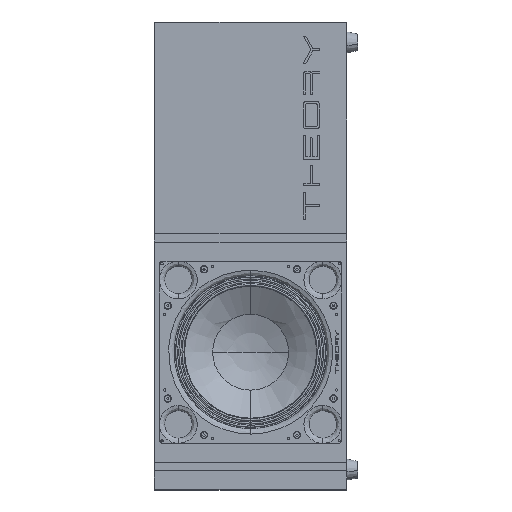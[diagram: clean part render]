
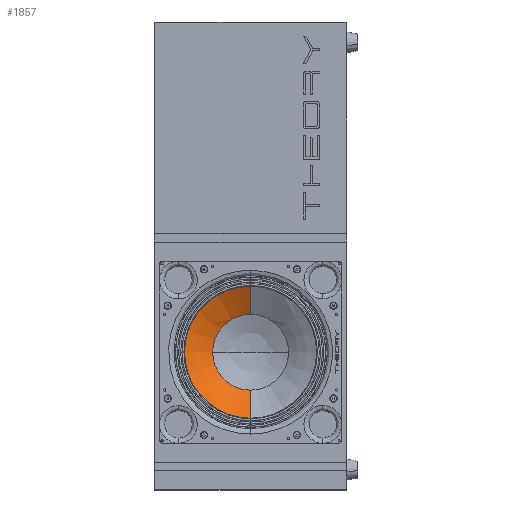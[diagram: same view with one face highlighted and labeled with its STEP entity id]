
A CAD part, top view. The second image highlights one B-rep face of the part: STEP entity #1857.
In plain terms, the highlighted free-form (B-spline) face has degree [3, 3] with [4, 4] control points.
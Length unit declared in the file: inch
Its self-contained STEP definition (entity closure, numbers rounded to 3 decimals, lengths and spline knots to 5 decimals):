
#27 = ORIENTED_EDGE ( 'NONE', *, *, #8223, .T. ) ;
#808 = CARTESIAN_POINT ( 'NONE',  ( 0., -7., 2.98703 ) ) ;
#832 = CARTESIAN_POINT ( 'NONE',  ( -9.59843, -2.20079, 4.16939 ) ) ;
#1367 = CARTESIAN_POINT ( 'NONE',  ( 0., -10.4043, 3.43595 ) ) ;
#1507 = CARTESIAN_POINT ( 'NONE',  ( 0., -11.08689, 3.83094 ) ) ;
#1593 = CARTESIAN_POINT ( 'NONE',  ( 0., -7., 4.16939 ) ) ;
#1857 = ADVANCED_FACE ( 'NONE', ( #14262 ), #22772, .T. ) ;
#2714 = CARTESIAN_POINT ( 'NONE',  ( 0., -9.75591, 2.98703 ) ) ;
#3336 = CARTESIAN_POINT ( 'NONE',  ( -9.59843, -11.79921, 4.16939 ) ) ;
#3628 = CARTESIAN_POINT ( 'NONE',  ( -8.17379, -2.91311, 3.83094 ) ) ;
#4038 = CARTESIAN_POINT ( 'NONE',  ( 0., -3.5957, 3.43595 ) ) ;
#4063 = EDGE_CURVE ( 'NONE', #13099, #10049, #21140, .T. ) ;
#5133 = ORIENTED_EDGE ( 'NONE', *, *, #10794, .F. ) ;
#5306 = CARTESIAN_POINT ( 'NONE',  ( 0., -2.20079, 4.16939 ) ) ;
#6260 = VERTEX_POINT ( 'NONE', #5306 ) ;
#6266 = AXIS2_PLACEMENT_3D ( 'NONE', #1593, #16582, #14195 ) ;
#6275 = CARTESIAN_POINT ( 'NONE',  ( 0., -4.24409, 2.98703 ) ) ;
#6403 = CARTESIAN_POINT ( 'NONE',  ( 0., -10.4043, 3.43595 ) ) ;
#7099 = DIRECTION ( 'NONE',  ( 0., -1., 0. ) ) ;
#8223 = EDGE_CURVE ( 'NONE', #10049, #19412, #15304, .T. ) ;
#8542 = CARTESIAN_POINT ( 'NONE',  ( 0., -3.5957, 3.43595 ) ) ;
#9364 = CARTESIAN_POINT ( 'NONE',  ( 0., -2.20079, 4.16939 ) ) ;
#9417 = ORIENTED_EDGE ( 'NONE', *, *, #4063, .T. ) ;
#10049 = VERTEX_POINT ( 'NONE', #2714 ) ;
#10443 =( BOUNDED_CURVE ( )  B_SPLINE_CURVE ( 3, ( #21152, #19626, #8542, #17374 ),
 .UNSPECIFIED., .F., .F. ) 
 B_SPLINE_CURVE_WITH_KNOTS ( ( 4, 4 ),
 ( 0., 1. ),
 .UNSPECIFIED. ) 
 CURVE ( )  GEOMETRIC_REPRESENTATION_ITEM ( )  RATIONAL_B_SPLINE_CURVE ( ( 1., 0.998, 0.998, 1. ) ) 
 REPRESENTATION_ITEM ( '' )  );
#10465 = CARTESIAN_POINT ( 'NONE',  ( 0., -9.75591, 2.98703 ) ) ;
#10794 = EDGE_CURVE ( 'NONE', #6260, #19412, #10443, .T. ) ;
#12311 = CARTESIAN_POINT ( 'NONE',  ( -5.51181, -9.75591, 2.98703 ) ) ;
#12585 = CARTESIAN_POINT ( 'NONE',  ( -6.8086, -10.4043, 3.43595 ) ) ;
#13099 = VERTEX_POINT ( 'NONE', #22744 ) ;
#14195 = DIRECTION ( 'NONE',  ( 0., -1., 0. ) ) ;
#14262 = FACE_OUTER_BOUND ( 'NONE', #19854, .T. ) ;
#14398 = CARTESIAN_POINT ( 'NONE',  ( 0., -2.91311, 3.83094 ) ) ;
#14683 = CARTESIAN_POINT ( 'NONE',  ( 0., -9.75591, 2.98703 ) ) ;
#15304 = CIRCLE ( 'NONE', #24695, 2.75591 ) ;
#15346 = ORIENTED_EDGE ( 'NONE', *, *, #16274, .F. ) ;
#16274 = EDGE_CURVE ( 'NONE', #13099, #6260, #18347, .T. ) ;
#16582 = DIRECTION ( 'NONE',  ( 0., 0., -1. ) ) ;
#17374 = CARTESIAN_POINT ( 'NONE',  ( 0., -4.24409, 2.98703 ) ) ;
#18347 = CIRCLE ( 'NONE', #6266, 4.79921 ) ;
#18873 = CARTESIAN_POINT ( 'NONE',  ( 0., -11.79921, 4.16939 ) ) ;
#18889 = CARTESIAN_POINT ( 'NONE',  ( -8.17379, -11.08689, 3.83094 ) ) ;
#19412 = VERTEX_POINT ( 'NONE', #21486 ) ;
#19626 = CARTESIAN_POINT ( 'NONE',  ( 0., -2.91311, 3.83094 ) ) ;
#19721 = DIRECTION ( 'NONE',  ( 0., 0., -1. ) ) ;
#19854 = EDGE_LOOP ( 'NONE', ( #5133, #15346, #9417, #27 ) ) ;
#20156 = CARTESIAN_POINT ( 'NONE',  ( 0., -11.08689, 3.83094 ) ) ;
#21111 = CARTESIAN_POINT ( 'NONE',  ( -6.8086, -3.5957, 3.43595 ) ) ;
#21140 =( BOUNDED_CURVE ( )  B_SPLINE_CURVE ( 3, ( #18873, #1507, #1367, #10465 ),
 .UNSPECIFIED., .F., .F. ) 
 B_SPLINE_CURVE_WITH_KNOTS ( ( 4, 4 ),
 ( 0., 1. ),
 .UNSPECIFIED. ) 
 CURVE ( )  GEOMETRIC_REPRESENTATION_ITEM ( )  RATIONAL_B_SPLINE_CURVE ( ( 1., 0.998, 0.998, 1. ) ) 
 REPRESENTATION_ITEM ( '' )  );
#21152 = CARTESIAN_POINT ( 'NONE',  ( 0., -2.20079, 4.16939 ) ) ;
#21486 = CARTESIAN_POINT ( 'NONE',  ( 0., -4.24409, 2.98703 ) ) ;
#22512 = CARTESIAN_POINT ( 'NONE',  ( 0., -11.79921, 4.16939 ) ) ;
#22744 = CARTESIAN_POINT ( 'NONE',  ( 0., -11.79921, 4.16939 ) ) ;
#22772 =( BOUNDED_SURFACE ( )  B_SPLINE_SURFACE ( 3, 3, ( 
 ( #22512, #3336, #832, #9364 ),
 ( #20156, #18889, #3628, #14398 ),
 ( #6403, #12585, #21111, #4038 ),
 ( #14683, #12311, #27407, #6275 ) ),
 .UNSPECIFIED., .F., .F., .T. ) 
 B_SPLINE_SURFACE_WITH_KNOTS ( ( 4, 4 ),
 ( 4, 4 ),
 ( 0., 1. ),
 ( 0., 0.5 ),
 .UNSPECIFIED. ) 
 GEOMETRIC_REPRESENTATION_ITEM ( )  RATIONAL_B_SPLINE_SURFACE ( (
 ( 1., 0.333, 0.333, 1.),
 ( 0.998, 0.333, 0.333, 0.998),
 ( 0.998, 0.333, 0.333, 0.998),
 ( 1., 0.333, 0.333, 1.) ) ) 
 REPRESENTATION_ITEM ( '' )  SURFACE ( )  );
#24695 = AXIS2_PLACEMENT_3D ( 'NONE', #808, #19721, #7099 ) ;
#27407 = CARTESIAN_POINT ( 'NONE',  ( -5.51181, -4.24409, 2.98703 ) ) ;
